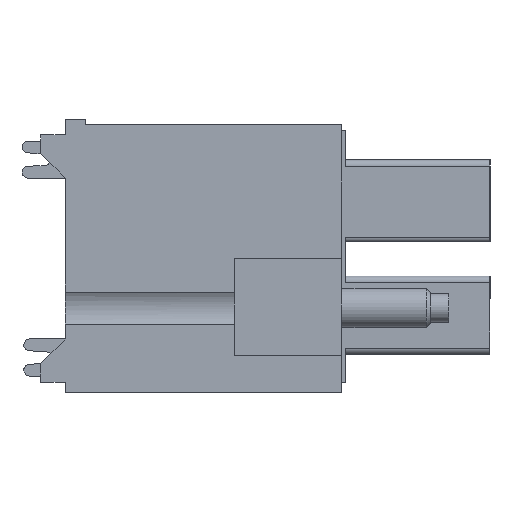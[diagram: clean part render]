
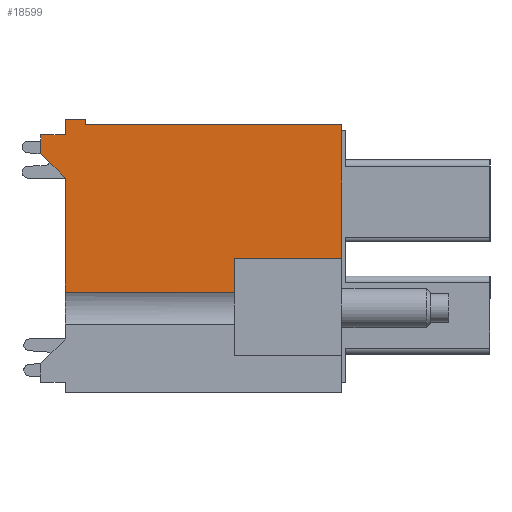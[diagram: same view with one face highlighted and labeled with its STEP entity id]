
A CAD part, left-side view. The second image highlights one B-rep face of the part: STEP entity #18599.
In plain terms, the highlighted planar face has unit normal (-1, 0, 0).
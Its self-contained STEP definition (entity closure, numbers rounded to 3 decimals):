
#681=LINE('',#27575,#2994);
#683=LINE('',#27579,#2996);
#689=LINE('',#27594,#3002);
#815=LINE('',#27845,#3128);
#966=LINE('',#28118,#3279);
#1050=LINE('',#28314,#3363);
#1052=LINE('',#28318,#3365);
#1053=LINE('',#28320,#3366);
#1054=LINE('',#28321,#3367);
#1055=LINE('',#28323,#3368);
#1056=LINE('',#28325,#3369);
#1057=LINE('',#28327,#3370);
#2994=VECTOR('',#21670,1000.);
#2996=VECTOR('',#21674,1000.);
#3002=VECTOR('',#21688,1000.);
#3128=VECTOR('',#21916,1000.);
#3279=VECTOR('',#22159,1000.);
#3363=VECTOR('',#22375,1000.);
#3365=VECTOR('',#22379,1000.);
#3366=VECTOR('',#22380,1000.);
#3367=VECTOR('',#22381,1000.);
#3368=VECTOR('',#22382,1000.);
#3369=VECTOR('',#22383,1000.);
#3370=VECTOR('',#22384,1000.);
#6722=ORIENTED_EDGE('',*,*,#11391,.F.);
#6723=ORIENTED_EDGE('',*,*,#11392,.T.);
#6724=ORIENTED_EDGE('',*,*,#11017,.F.);
#6725=ORIENTED_EDGE('',*,*,#11010,.F.);
#6726=ORIENTED_EDGE('',*,*,#11295,.T.);
#6727=ORIENTED_EDGE('',*,*,#11393,.F.);
#6728=ORIENTED_EDGE('',*,*,#11394,.F.);
#6729=ORIENTED_EDGE('',*,*,#11395,.F.);
#6730=ORIENTED_EDGE('',*,*,#11396,.F.);
#6731=ORIENTED_EDGE('',*,*,#11144,.F.);
#6732=ORIENTED_EDGE('',*,*,#11008,.T.);
#6733=ORIENTED_EDGE('',*,*,#11389,.T.);
#11008=EDGE_CURVE('',#13580,#13579,#681,.T.);
#11010=EDGE_CURVE('',#13581,#13582,#683,.T.);
#11017=EDGE_CURVE('',#13582,#13586,#689,.T.);
#11144=EDGE_CURVE('',#13580,#13659,#815,.T.);
#11295=EDGE_CURVE('',#13581,#13735,#966,.T.);
#11389=EDGE_CURVE('',#13579,#13782,#1050,.T.);
#11391=EDGE_CURVE('',#13783,#13782,#1052,.T.);
#11392=EDGE_CURVE('',#13783,#13586,#1053,.T.);
#11393=EDGE_CURVE('',#13784,#13735,#1054,.T.);
#11394=EDGE_CURVE('',#13785,#13784,#1055,.T.);
#11395=EDGE_CURVE('',#13786,#13785,#1056,.T.);
#11396=EDGE_CURVE('',#13659,#13786,#1057,.T.);
#13579=VERTEX_POINT('',#27574);
#13580=VERTEX_POINT('',#27576);
#13581=VERTEX_POINT('',#27580);
#13582=VERTEX_POINT('',#27581);
#13586=VERTEX_POINT('',#27595);
#13659=VERTEX_POINT('',#27843);
#13735=VERTEX_POINT('',#28117);
#13782=VERTEX_POINT('',#28315);
#13783=VERTEX_POINT('',#28319);
#13784=VERTEX_POINT('',#28322);
#13785=VERTEX_POINT('',#28324);
#13786=VERTEX_POINT('',#28326);
#15689=EDGE_LOOP('',(#6722,#6723,#6724,#6725,#6726,#6727,#6728,#6729,#6730,
#6731,#6732,#6733));
#16786=FACE_BOUND('',#15689,.T.);
#17774=PLANE('',#19801);
#18599=ADVANCED_FACE('',(#16786),#17774,.F.);
#19801=AXIS2_PLACEMENT_3D('',#28317,#22377,#22378);
#21670=DIRECTION('',(0.,0.,-1.));
#21674=DIRECTION('',(0.,1.,0.));
#21688=DIRECTION('',(0.,0.,-1.));
#21916=DIRECTION('',(0.,-1.,0.));
#22159=DIRECTION('',(0.,0.,1.));
#22375=DIRECTION('',(0.,-0.707,-0.707));
#22377=DIRECTION('',(1.,0.,0.));
#22378=DIRECTION('',(0.,0.,-1.));
#22379=DIRECTION('',(0.,0.,1.));
#22380=DIRECTION('',(0.,-1.,0.));
#22381=DIRECTION('',(0.,-1.,0.));
#22382=DIRECTION('',(0.,0.,-1.));
#22383=DIRECTION('',(0.,-1.,0.));
#22384=DIRECTION('',(0.,0.,1.));
#27574=CARTESIAN_POINT('',(-9.15,14.6,5.1));
#27575=CARTESIAN_POINT('',(-9.15,14.6,6.));
#27576=CARTESIAN_POINT('',(-9.15,14.6,6.));
#27579=CARTESIAN_POINT('',(-9.15,0.,0.));
#27580=CARTESIAN_POINT('',(-9.15,0.,0.));
#27581=CARTESIAN_POINT('',(-9.15,5.2,0.));
#27594=CARTESIAN_POINT('',(-9.15,5.2,0.));
#27595=CARTESIAN_POINT('',(-9.15,5.2,-1.624));
#27843=CARTESIAN_POINT('',(-9.15,13.4,6.));
#27845=CARTESIAN_POINT('',(-9.15,14.6,6.));
#28117=CARTESIAN_POINT('',(-9.15,0.,6.5));
#28118=CARTESIAN_POINT('',(-9.15,0.,-6.5));
#28314=CARTESIAN_POINT('',(-9.15,13.4,3.9));
#28315=CARTESIAN_POINT('',(-9.15,13.4,3.9));
#28317=CARTESIAN_POINT('',(-9.15,13.4,-6.5));
#28318=CARTESIAN_POINT('',(-9.15,13.4,-6.5));
#28319=CARTESIAN_POINT('',(-9.15,13.4,-1.624));
#28320=CARTESIAN_POINT('',(-9.15,17.712,-1.624));
#28321=CARTESIAN_POINT('',(-9.15,13.4,6.5));
#28322=CARTESIAN_POINT('',(-9.15,12.4,6.5));
#28323=CARTESIAN_POINT('',(-9.15,12.4,6.5));
#28324=CARTESIAN_POINT('',(-9.15,12.4,6.75));
#28325=CARTESIAN_POINT('',(-9.15,12.4,6.75));
#28326=CARTESIAN_POINT('',(-9.15,13.4,6.75));
#28327=CARTESIAN_POINT('',(-9.15,13.4,-6.5));
